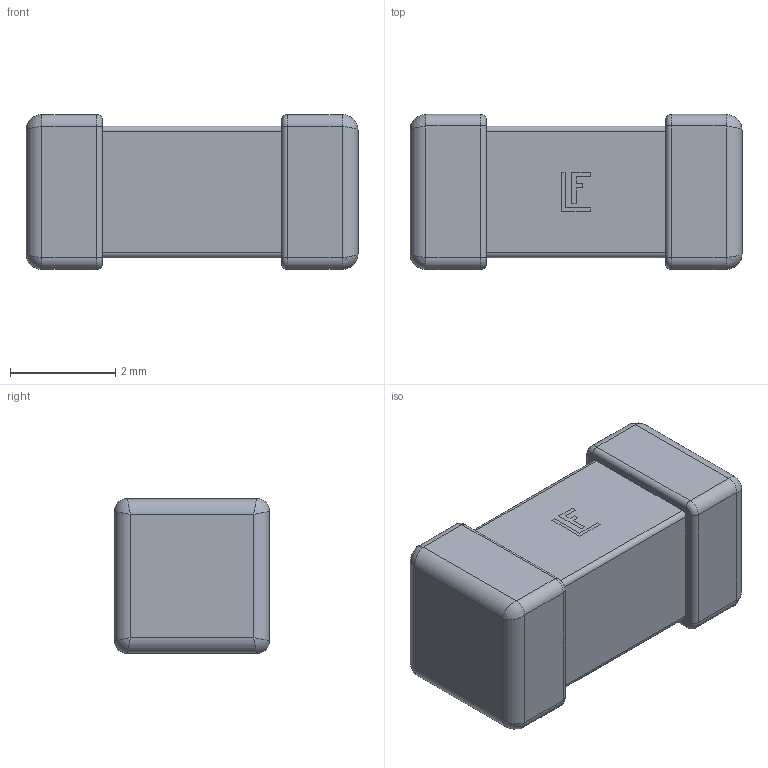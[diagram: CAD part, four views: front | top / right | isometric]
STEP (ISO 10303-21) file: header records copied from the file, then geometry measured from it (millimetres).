
FILE_DESCRIPTION(('STEP AP214'), '1');
FILE_NAME('Littelfuse_451', '2017-09-19T09:01:45', ('Nobody'), (''), 'ASCON STEP Converter 1.3', 'ASCON Math Kernel', '');
FILE_SCHEMA(('AUTOMOTIVE_DESIGN { 1 0 10303 214 3 1 1}'));
Length unit declared in the file: millimetre
Bounding box: 6.3 x 2.94 x 2.94 mm (x, y, z)
Volume: 45.7 mm3; surface area: 84.2 mm2
Topology: 1 solids, 1 shells, 62 faces, 160 edges, 98 vertices
Faces by surface type: cylinder 28, plane 18, torus 8, bspline 8
Entity records: 3179 total; most frequent: CARTESIAN_POINT 1191, DIRECTION 294, ORIENTED_EDGE 288, EDGE_CURVE 144, AXIS2_PLACEMENT_3D 103, LINE 88, VERTEX_POINT 88, VECTOR 88
